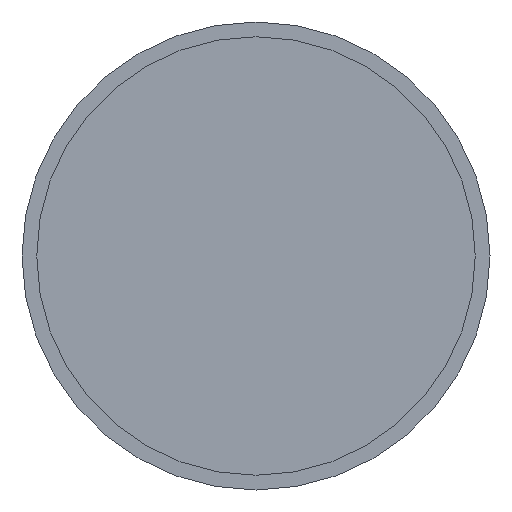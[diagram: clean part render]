
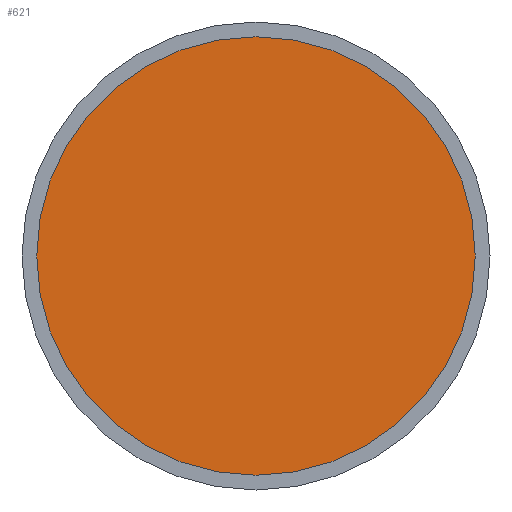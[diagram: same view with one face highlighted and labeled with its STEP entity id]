
A CAD part, front view. The second image highlights one B-rep face of the part: STEP entity #621.
In plain terms, the highlighted planar face has unit normal (0, -1, 0).
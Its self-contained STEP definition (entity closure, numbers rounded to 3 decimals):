
#1 = EDGE_CURVE ( 'NONE', #55, #610, #512, .T. ) ;
#23 = ORIENTED_EDGE ( 'NONE', *, *, #1, .T. ) ;
#40 = DIRECTION ( 'NONE',  ( 0., -1., 0. ) ) ;
#55 = VERTEX_POINT ( 'NONE', #540 ) ;
#103 = DIRECTION ( 'NONE',  ( 0., -1., 0. ) ) ;
#140 = CIRCLE ( 'NONE', #520, 28.2 ) ;
#185 = AXIS2_PLACEMENT_3D ( 'NONE', #429, #208, #220 ) ;
#208 = DIRECTION ( 'NONE',  ( 0., -1., 0. ) ) ;
#220 = DIRECTION ( 'NONE',  ( 0., 0., -1. ) ) ;
#267 = DIRECTION ( 'NONE',  ( 0., 0., -1. ) ) ;
#287 = FACE_OUTER_BOUND ( 'NONE', #668, .T. ) ;
#380 = ORIENTED_EDGE ( 'NONE', *, *, #693, .T. ) ;
#429 = CARTESIAN_POINT ( 'NONE',  ( 28.2, 0., 0. ) ) ;
#512 = CIRCLE ( 'NONE', #627, 28.2 ) ;
#520 = AXIS2_PLACEMENT_3D ( 'NONE', #648, #40, #267 ) ;
#540 = CARTESIAN_POINT ( 'NONE',  ( 0., 0., -28.2 ) ) ;
#547 = DIRECTION ( 'NONE',  ( 0., 0., -1. ) ) ;
#588 = PLANE ( 'NONE',  #185 ) ;
#610 = VERTEX_POINT ( 'NONE', #695 ) ;
#621 = ADVANCED_FACE ( 'NONE', ( #287 ), #588, .T. ) ;
#627 = AXIS2_PLACEMENT_3D ( 'NONE', #704, #103, #547 ) ;
#648 = CARTESIAN_POINT ( 'NONE',  ( 0., 0., 0. ) ) ;
#668 = EDGE_LOOP ( 'NONE', ( #23, #380 ) ) ;
#693 = EDGE_CURVE ( 'NONE', #610, #55, #140, .T. ) ;
#695 = CARTESIAN_POINT ( 'NONE',  ( 0., 0., 28.2 ) ) ;
#704 = CARTESIAN_POINT ( 'NONE',  ( 0., 0., 0. ) ) ;
